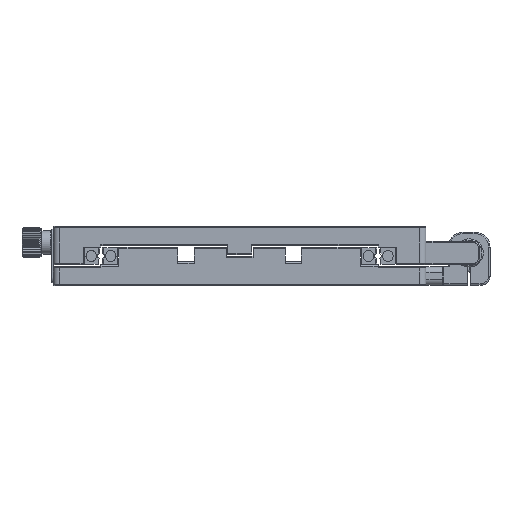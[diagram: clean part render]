
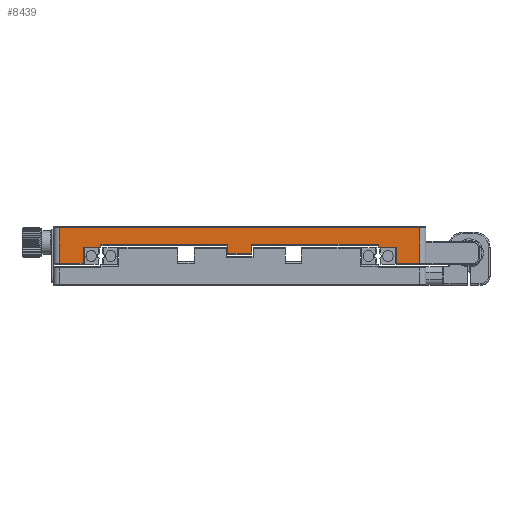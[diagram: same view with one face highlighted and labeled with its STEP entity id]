
A CAD part, front view. The second image highlights one B-rep face of the part: STEP entity #8439.
In plain terms, the highlighted planar face has unit normal (0, -1, 0).
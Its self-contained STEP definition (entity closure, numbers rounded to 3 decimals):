
#382 = ORIENTED_EDGE ( 'NONE', *, *, #25756, .T. ) ;
#528 = LINE ( 'NONE', #20542, #22815 ) ;
#1885 = CARTESIAN_POINT ( 'NONE',  ( 52.5, -62.5, 13. ) ) ;
#1893 = ORIENTED_EDGE ( 'NONE', *, *, #28040, .F. ) ;
#2067 = VECTOR ( 'NONE', #15469, 1000. ) ;
#2074 = CARTESIAN_POINT ( 'NONE',  ( -60.5, -62.5, 7.5 ) ) ;
#2457 = CARTESIAN_POINT ( 'NONE',  ( 60.5, -62.5, 7. ) ) ;
#2924 = CARTESIAN_POINT ( 'NONE',  ( -4., -62.5, 14. ) ) ;
#3253 = ORIENTED_EDGE ( 'NONE', *, *, #28785, .T. ) ;
#3521 = CARTESIAN_POINT ( 'NONE',  ( 46.5, -62.5, 139.159 ) ) ;
#3530 = VECTOR ( 'NONE', #25093, 1000. ) ;
#3584 = CARTESIAN_POINT ( 'NONE',  ( -4., -62.5, 14. ) ) ;
#3726 = VERTEX_POINT ( 'NONE', #23236 ) ;
#3751 = ORIENTED_EDGE ( 'NONE', *, *, #27575, .T. ) ;
#3777 = CARTESIAN_POINT ( 'NONE',  ( -52.5, -62.5, 13. ) ) ;
#4269 = ORIENTED_EDGE ( 'NONE', *, *, #8711, .F. ) ;
#4469 = CARTESIAN_POINT ( 'NONE',  ( 46.5, -62.5, 14. ) ) ;
#4552 = DIRECTION ( 'NONE',  ( 0., 0., -1. ) ) ;
#4572 = CARTESIAN_POINT ( 'NONE',  ( 46.5, -62.5, 13. ) ) ;
#5242 = DIRECTION ( 'NONE',  ( 1., 0., 0. ) ) ;
#5473 = VERTEX_POINT ( 'NONE', #20169 ) ;
#5539 = EDGE_CURVE ( 'NONE', #28636, #24244, #29374, .T. ) ;
#5723 = CARTESIAN_POINT ( 'NONE',  ( 52.5, -62.5, 13. ) ) ;
#6081 = CARTESIAN_POINT ( 'NONE',  ( 62.5, -62.5, 7. ) ) ;
#6207 = LINE ( 'NONE', #1885, #14846 ) ;
#6278 = VERTEX_POINT ( 'NONE', #24661 ) ;
#6413 = CARTESIAN_POINT ( 'NONE',  ( 60.5, -62.5, 7.5 ) ) ;
#6655 = DIRECTION ( 'NONE',  ( 0., 0., -1. ) ) ;
#6662 = CARTESIAN_POINT ( 'NONE',  ( 4., -62.5, 11. ) ) ;
#7087 = EDGE_CURVE ( 'NONE', #23402, #7663, #13411, .T. ) ;
#7134 = EDGE_CURVE ( 'NONE', #20333, #22779, #9637, .T. ) ;
#7427 = CARTESIAN_POINT ( 'NONE',  ( 60.5, -62.5, 7.5 ) ) ;
#7496 = DIRECTION ( 'NONE',  ( 0., 1., 0. ) ) ;
#7572 = ORIENTED_EDGE ( 'NONE', *, *, #14312, .T. ) ;
#7663 = VERTEX_POINT ( 'NONE', #20640 ) ;
#8439 = ADVANCED_FACE ( 'NONE', ( #22233 ), #11841, .F. ) ;
#8463 = EDGE_CURVE ( 'NONE', #22779, #5473, #27096, .T. ) ;
#8711 = EDGE_CURVE ( 'NONE', #28636, #23402, #16409, .T. ) ;
#8865 = VECTOR ( 'NONE', #4552, 1000. ) ;
#9119 = CARTESIAN_POINT ( 'NONE',  ( -40.5, -62.5, 13. ) ) ;
#9455 = CARTESIAN_POINT ( 'NONE',  ( 62.5, -62.5, 19.5 ) ) ;
#9637 = LINE ( 'NONE', #2457, #16807 ) ;
#10194 = EDGE_CURVE ( 'NONE', #13814, #3726, #528, .T. ) ;
#10885 = EDGE_CURVE ( 'NONE', #6278, #27642, #24524, .T. ) ;
#11320 = VECTOR ( 'NONE', #14278, 1000. ) ;
#11555 = CARTESIAN_POINT ( 'NONE',  ( -46.5, -62.5, 14. ) ) ;
#11805 = CARTESIAN_POINT ( 'NONE',  ( -4., -62.5, 13.5 ) ) ;
#11841 = PLANE ( 'NONE',  #14378 ) ;
#13254 = VERTEX_POINT ( 'NONE', #28735 ) ;
#13352 = ORIENTED_EDGE ( 'NONE', *, *, #10194, .F. ) ;
#13411 = LINE ( 'NONE', #9119, #19749 ) ;
#13739 = DIRECTION ( 'NONE',  ( -1., 0., 0. ) ) ;
#13799 = CARTESIAN_POINT ( 'NONE',  ( 52.5, -62.5, 13. ) ) ;
#13810 = ORIENTED_EDGE ( 'NONE', *, *, #10885, .T. ) ;
#13814 = VERTEX_POINT ( 'NONE', #27420 ) ;
#13850 = ORIENTED_EDGE ( 'NONE', *, *, #14974, .F. ) ;
#14025 = VECTOR ( 'NONE', #20433, 1000. ) ;
#14164 = DIRECTION ( 'NONE',  ( 0., 0., 1. ) ) ;
#14262 = ORIENTED_EDGE ( 'NONE', *, *, #7087, .F. ) ;
#14278 = DIRECTION ( 'NONE',  ( 1., 0., 0. ) ) ;
#14312 = EDGE_CURVE ( 'NONE', #13254, #20333, #20259, .T. ) ;
#14378 = AXIS2_PLACEMENT_3D ( 'NONE', #6081, #7496, #26597 ) ;
#14846 = VECTOR ( 'NONE', #22835, 1000. ) ;
#14974 = EDGE_CURVE ( 'NONE', #19106, #27642, #6207, .T. ) ;
#15249 = VECTOR ( 'NONE', #5242, 1000. ) ;
#15469 = DIRECTION ( 'NONE',  ( 0., 0., -1. ) ) ;
#15887 = EDGE_CURVE ( 'NONE', #25291, #24244, #24634, .T. ) ;
#16115 = ORIENTED_EDGE ( 'NONE', *, *, #15887, .F. ) ;
#16409 = LINE ( 'NONE', #24076, #8865 ) ;
#16496 = ORIENTED_EDGE ( 'NONE', *, *, #7134, .T. ) ;
#16807 = VECTOR ( 'NONE', #19110, 1000. ) ;
#17032 = VECTOR ( 'NONE', #20253, 1000. ) ;
#17540 = ORIENTED_EDGE ( 'NONE', *, *, #28024, .T. ) ;
#18219 = DIRECTION ( 'NONE',  ( 1., 0., 0. ) ) ;
#18279 = VERTEX_POINT ( 'NONE', #18435 ) ;
#18435 = CARTESIAN_POINT ( 'NONE',  ( -52.5, -62.5, 7.5 ) ) ;
#18529 = LINE ( 'NONE', #5723, #26804 ) ;
#19106 = VERTEX_POINT ( 'NONE', #13799 ) ;
#19110 = DIRECTION ( 'NONE',  ( 0., 0., 1. ) ) ;
#19495 = CARTESIAN_POINT ( 'NONE',  ( 60.5, -62.5, 19.5 ) ) ;
#19749 = VECTOR ( 'NONE', #21443, 1000. ) ;
#20149 = VECTOR ( 'NONE', #14164, 1000. ) ;
#20150 = CARTESIAN_POINT ( 'NONE',  ( -46.5, -62.5, 13. ) ) ;
#20169 = CARTESIAN_POINT ( 'NONE',  ( -60.5, -62.5, 19.5 ) ) ;
#20253 = DIRECTION ( 'NONE',  ( 1., 0., 0. ) ) ;
#20259 = LINE ( 'NONE', #7427, #3530 ) ;
#20333 = VERTEX_POINT ( 'NONE', #6413 ) ;
#20433 = DIRECTION ( 'NONE',  ( 0., 0., -1. ) ) ;
#20542 = CARTESIAN_POINT ( 'NONE',  ( 4., -62.5, 13.5 ) ) ;
#20640 = CARTESIAN_POINT ( 'NONE',  ( -52.5, -62.5, 13. ) ) ;
#20906 = LINE ( 'NONE', #6662, #15249 ) ;
#21347 = ORIENTED_EDGE ( 'NONE', *, *, #5539, .T. ) ;
#21443 = DIRECTION ( 'NONE',  ( -1., 0., 0. ) ) ;
#21616 = CARTESIAN_POINT ( 'NONE',  ( -60.5, -62.5, 7. ) ) ;
#22233 = FACE_OUTER_BOUND ( 'NONE', #28624, .T. ) ;
#22570 = LINE ( 'NONE', #21616, #27368 ) ;
#22779 = VERTEX_POINT ( 'NONE', #19495 ) ;
#22815 = VECTOR ( 'NONE', #28221, 1000. ) ;
#22835 = DIRECTION ( 'NONE',  ( -1., 0., 0. ) ) ;
#23236 = CARTESIAN_POINT ( 'NONE',  ( 4., -62.5, 11. ) ) ;
#23402 = VERTEX_POINT ( 'NONE', #20150 ) ;
#24001 = EDGE_CURVE ( 'NONE', #13814, #6278, #28815, .T. ) ;
#24033 = DIRECTION ( 'NONE',  ( 0., 0., -1. ) ) ;
#24076 = CARTESIAN_POINT ( 'NONE',  ( -46.5, -62.5, 139.159 ) ) ;
#24082 = VERTEX_POINT ( 'NONE', #2074 ) ;
#24244 = VERTEX_POINT ( 'NONE', #2924 ) ;
#24274 = LINE ( 'NONE', #3777, #14025 ) ;
#24524 = LINE ( 'NONE', #3521, #2067 ) ;
#24634 = LINE ( 'NONE', #11805, #20149 ) ;
#24661 = CARTESIAN_POINT ( 'NONE',  ( 46.5, -62.5, 14. ) ) ;
#25047 = VECTOR ( 'NONE', #18219, 1000. ) ;
#25093 = DIRECTION ( 'NONE',  ( 1., 0., 0. ) ) ;
#25291 = VERTEX_POINT ( 'NONE', #29344 ) ;
#25756 = EDGE_CURVE ( 'NONE', #24082, #18279, #27657, .T. ) ;
#26212 = CARTESIAN_POINT ( 'NONE',  ( -52.5, -62.5, 7.5 ) ) ;
#26247 = VECTOR ( 'NONE', #13739, 1000. ) ;
#26597 = DIRECTION ( 'NONE',  ( 0., 0., -1. ) ) ;
#26698 = ORIENTED_EDGE ( 'NONE', *, *, #24001, .T. ) ;
#26804 = VECTOR ( 'NONE', #6655, 1000. ) ;
#27096 = LINE ( 'NONE', #9455, #26247 ) ;
#27171 = ORIENTED_EDGE ( 'NONE', *, *, #8463, .T. ) ;
#27368 = VECTOR ( 'NONE', #24033, 1000. ) ;
#27420 = CARTESIAN_POINT ( 'NONE',  ( 4., -62.5, 14. ) ) ;
#27575 = EDGE_CURVE ( 'NONE', #5473, #24082, #22570, .T. ) ;
#27642 = VERTEX_POINT ( 'NONE', #4572 ) ;
#27657 = LINE ( 'NONE', #26212, #11320 ) ;
#28024 = EDGE_CURVE ( 'NONE', #19106, #13254, #18529, .T. ) ;
#28040 = EDGE_CURVE ( 'NONE', #7663, #18279, #24274, .T. ) ;
#28221 = DIRECTION ( 'NONE',  ( 0., 0., -1. ) ) ;
#28624 = EDGE_LOOP ( 'NONE', ( #3751, #382, #1893, #14262, #4269, #21347, #16115, #3253, #13352, #26698, #13810, #13850, #17540, #7572, #16496, #27171 ) ) ;
#28636 = VERTEX_POINT ( 'NONE', #11555 ) ;
#28735 = CARTESIAN_POINT ( 'NONE',  ( 52.5, -62.5, 7.5 ) ) ;
#28785 = EDGE_CURVE ( 'NONE', #25291, #3726, #20906, .T. ) ;
#28815 = LINE ( 'NONE', #4469, #25047 ) ;
#29344 = CARTESIAN_POINT ( 'NONE',  ( -4., -62.5, 11. ) ) ;
#29374 = LINE ( 'NONE', #3584, #17032 ) ;
